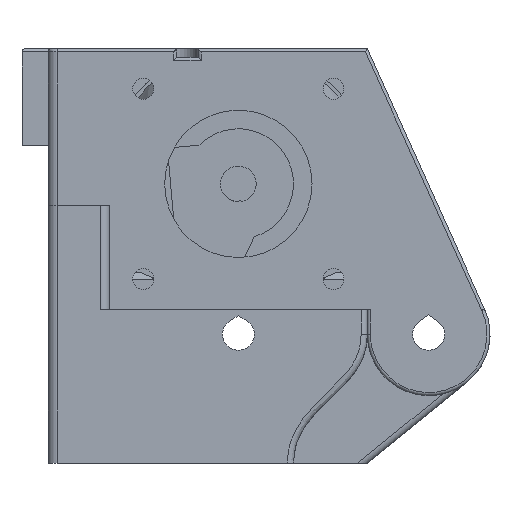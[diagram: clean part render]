
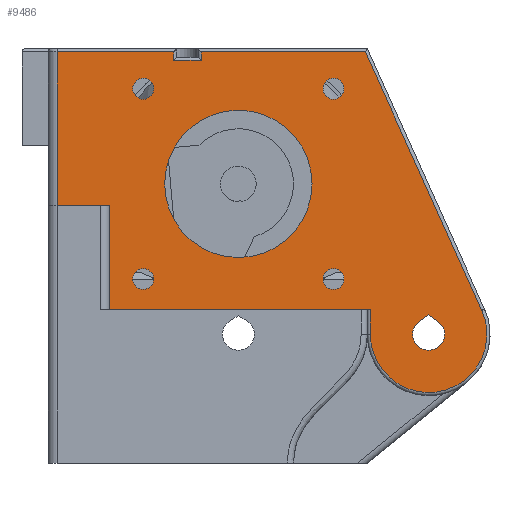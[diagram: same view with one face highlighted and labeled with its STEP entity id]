
A CAD part, left-side view. The second image highlights one B-rep face of the part: STEP entity #9486.
In plain terms, the highlighted planar face has unit normal (-1, 0, 0).
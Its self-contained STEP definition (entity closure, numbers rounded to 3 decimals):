
#140=FACE_BOUND('',#1474,.T.);
#141=FACE_BOUND('',#1475,.T.);
#142=FACE_BOUND('',#1476,.T.);
#143=FACE_BOUND('',#1477,.T.);
#144=FACE_BOUND('',#1478,.T.);
#145=FACE_BOUND('',#1479,.T.);
#361=PLANE('',#10340);
#879=FACE_OUTER_BOUND('',#1473,.T.);
#1473=EDGE_LOOP('',(#8207,#8208,#8209,#8210,#8211,#8212,#8213,#8214,#8215,
#8216,#8217,#8218));
#1474=EDGE_LOOP('',(#8219));
#1475=EDGE_LOOP('',(#8220));
#1476=EDGE_LOOP('',(#8221));
#1477=EDGE_LOOP('',(#8222));
#1478=EDGE_LOOP('',(#8223));
#1479=EDGE_LOOP('',(#8224,#8225,#8226));
#2073=CIRCLE('',#10197,9.5);
#2116=CIRCLE('',#10341,1.7);
#2117=CIRCLE('',#10342,1.7);
#2118=CIRCLE('',#10343,1.7);
#2119=CIRCLE('',#10344,12.);
#2120=CIRCLE('',#10345,1.7);
#2121=CIRCLE('',#10346,2.6);
#2512=LINE('',#21087,#3283);
#2667=LINE('',#21588,#3438);
#2668=LINE('',#21592,#3439);
#2670=LINE('',#21599,#3441);
#2672=LINE('',#21606,#3443);
#2673=LINE('',#21610,#3444);
#2676=LINE('',#21625,#3447);
#2677=LINE('',#21627,#3448);
#2862=LINE('',#22140,#3633);
#2864=LINE('',#22144,#3635);
#2866=LINE('',#22147,#3637);
#2867=LINE('',#22160,#3638);
#2868=LINE('',#22163,#3639);
#3283=VECTOR('',#11630,10.);
#3438=VECTOR('',#12087,10.);
#3439=VECTOR('',#12092,10.);
#3441=VECTOR('',#12098,10.);
#3443=VECTOR('',#12106,10.);
#3444=VECTOR('',#12111,10.);
#3447=VECTOR('',#12128,10.);
#3448=VECTOR('',#12131,10.);
#3633=VECTOR('',#12592,10.);
#3635=VECTOR('',#12596,10.);
#3637=VECTOR('',#12600,10.);
#3638=VECTOR('',#12611,10.);
#3639=VECTOR('',#12614,10.);
#4188=VERTEX_POINT('',#21078);
#4191=VERTEX_POINT('',#21085);
#4370=VERTEX_POINT('',#21587);
#4371=VERTEX_POINT('',#21591);
#4373=VERTEX_POINT('',#21597);
#4374=VERTEX_POINT('',#21598);
#4376=VERTEX_POINT('',#21605);
#4377=VERTEX_POINT('',#21609);
#4379=VERTEX_POINT('',#21615);
#4381=VERTEX_POINT('',#21621);
#4508=VERTEX_POINT('',#22139);
#4509=VERTEX_POINT('',#22143);
#4510=VERTEX_POINT('',#22148);
#4511=VERTEX_POINT('',#22150);
#4512=VERTEX_POINT('',#22152);
#4513=VERTEX_POINT('',#22154);
#4514=VERTEX_POINT('',#22156);
#4515=VERTEX_POINT('',#22158);
#4516=VERTEX_POINT('',#22159);
#4517=VERTEX_POINT('',#22161);
#5303=EDGE_CURVE('',#4191,#4188,#2512,.T.);
#5548=EDGE_CURVE('',#4188,#4370,#2667,.T.);
#5550=EDGE_CURVE('',#4370,#4371,#2668,.T.);
#5553=EDGE_CURVE('',#4373,#4374,#2670,.T.);
#5557=EDGE_CURVE('',#4374,#4376,#2672,.T.);
#5559=EDGE_CURVE('',#4376,#4377,#2673,.T.);
#5564=EDGE_CURVE('',#4377,#4379,#2073,.T.);
#5567=EDGE_CURVE('',#4379,#4381,#2676,.T.);
#5568=EDGE_CURVE('',#4371,#4373,#2677,.T.);
#5794=EDGE_CURVE('',#4508,#4381,#2862,.T.);
#5796=EDGE_CURVE('',#4509,#4508,#2864,.T.);
#5798=EDGE_CURVE('',#4191,#4509,#2866,.T.);
#5799=EDGE_CURVE('',#4510,#4510,#2116,.T.);
#5800=EDGE_CURVE('',#4511,#4511,#2117,.T.);
#5801=EDGE_CURVE('',#4512,#4512,#2118,.T.);
#5802=EDGE_CURVE('',#4513,#4513,#2119,.T.);
#5803=EDGE_CURVE('',#4514,#4514,#2120,.T.);
#5804=EDGE_CURVE('',#4515,#4516,#2867,.T.);
#5805=EDGE_CURVE('',#4516,#4517,#2121,.T.);
#5806=EDGE_CURVE('',#4517,#4515,#2868,.T.);
#8207=ORIENTED_EDGE('',*,*,#5303,.F.);
#8208=ORIENTED_EDGE('',*,*,#5798,.T.);
#8209=ORIENTED_EDGE('',*,*,#5796,.T.);
#8210=ORIENTED_EDGE('',*,*,#5794,.T.);
#8211=ORIENTED_EDGE('',*,*,#5567,.F.);
#8212=ORIENTED_EDGE('',*,*,#5564,.F.);
#8213=ORIENTED_EDGE('',*,*,#5559,.F.);
#8214=ORIENTED_EDGE('',*,*,#5557,.F.);
#8215=ORIENTED_EDGE('',*,*,#5553,.F.);
#8216=ORIENTED_EDGE('',*,*,#5568,.F.);
#8217=ORIENTED_EDGE('',*,*,#5550,.F.);
#8218=ORIENTED_EDGE('',*,*,#5548,.F.);
#8219=ORIENTED_EDGE('',*,*,#5799,.T.);
#8220=ORIENTED_EDGE('',*,*,#5800,.T.);
#8221=ORIENTED_EDGE('',*,*,#5801,.T.);
#8222=ORIENTED_EDGE('',*,*,#5802,.T.);
#8223=ORIENTED_EDGE('',*,*,#5803,.T.);
#8224=ORIENTED_EDGE('',*,*,#5804,.T.);
#8225=ORIENTED_EDGE('',*,*,#5805,.T.);
#8226=ORIENTED_EDGE('',*,*,#5806,.T.);
#9486=ADVANCED_FACE('',(#879,#140,#141,#142,#143,#144,#145),#361,.T.);
#10197=AXIS2_PLACEMENT_3D('',#21619,#12121,#12122);
#10340=AXIS2_PLACEMENT_3D('',#22146,#12598,#12599);
#10341=AXIS2_PLACEMENT_3D('',#22149,#12601,#12602);
#10342=AXIS2_PLACEMENT_3D('',#22151,#12603,#12604);
#10343=AXIS2_PLACEMENT_3D('',#22153,#12605,#12606);
#10344=AXIS2_PLACEMENT_3D('',#22155,#12607,#12608);
#10345=AXIS2_PLACEMENT_3D('',#22157,#12609,#12610);
#10346=AXIS2_PLACEMENT_3D('',#22162,#12612,#12613);
#11630=DIRECTION('',(0.,0.,1.));
#12087=DIRECTION('',(0.,-1.,0.));
#12092=DIRECTION('',(0.,0.,-1.));
#12098=DIRECTION('',(0.,0.,1.));
#12106=DIRECTION('',(0.,-1.,0.));
#12111=DIRECTION('',(0.,-0.411,-0.912));
#12121=DIRECTION('center_axis',(1.,0.,0.));
#12122=DIRECTION('ref_axis',(0.,-0.21,-0.978));
#12128=DIRECTION('',(0.,0.,1.));
#12131=DIRECTION('',(0.,-1.,0.));
#12592=DIRECTION('',(0.,-1.,0.));
#12596=DIRECTION('',(0.,0.,-1.));
#12598=DIRECTION('center_axis',(-1.,0.,0.));
#12599=DIRECTION('ref_axis',(0.,-1.,0.));
#12600=DIRECTION('',(0.,-1.,0.));
#12601=DIRECTION('center_axis',(1.,0.,0.));
#12602=DIRECTION('ref_axis',(0.,-1.,0.));
#12603=DIRECTION('center_axis',(1.,0.,0.));
#12604=DIRECTION('ref_axis',(0.,-1.,0.));
#12605=DIRECTION('center_axis',(1.,0.,0.));
#12606=DIRECTION('ref_axis',(0.,-1.,0.));
#12607=DIRECTION('center_axis',(1.,0.,0.));
#12608=DIRECTION('ref_axis',(0.,-1.,0.));
#12609=DIRECTION('center_axis',(1.,0.,0.));
#12610=DIRECTION('ref_axis',(0.,-1.,0.));
#12611=DIRECTION('',(0.,-0.817,-0.577));
#12612=DIRECTION('center_axis',(1.,0.,0.));
#12613=DIRECTION('ref_axis',(0.,-1.,0.));
#12614=DIRECTION('',(0.,-0.817,0.577));
#21078=CARTESIAN_POINT('',(-123.,29.5,46.));
#21085=CARTESIAN_POINT('',(-123.,29.5,21.));
#21087=CARTESIAN_POINT('',(-123.,29.5,35.5));
#21587=CARTESIAN_POINT('',(-123.,10.548,46.));
#21588=CARTESIAN_POINT('',(-123.,10.5,46.));
#21591=CARTESIAN_POINT('',(-123.,10.548,44.6));
#21592=CARTESIAN_POINT('',(-123.,10.548,35.5));
#21597=CARTESIAN_POINT('',(-123.,6.048,44.6));
#21598=CARTESIAN_POINT('',(-123.,6.048,46.));
#21599=CARTESIAN_POINT('',(-123.,6.048,35.5));
#21605=CARTESIAN_POINT('',(-123.,-20.677,46.));
#21606=CARTESIAN_POINT('',(-123.,10.5,46.));
#21609=CARTESIAN_POINT('',(-123.,-39.66,3.905));
#21610=CARTESIAN_POINT('',(-123.,-22.892,41.088));
#21615=CARTESIAN_POINT('',(-123.,-21.5,0.));
#21619=CARTESIAN_POINT('Origin',(-123.,-31.,0.));
#21621=CARTESIAN_POINT('',(-123.,-21.5,4.));
#21625=CARTESIAN_POINT('',(-123.,-21.5,12.25));
#21627=CARTESIAN_POINT('',(-123.,5.149,44.6));
#22139=CARTESIAN_POINT('',(-123.,21.,4.));
#22140=CARTESIAN_POINT('',(-123.,-10.5,4.));
#22143=CARTESIAN_POINT('',(-123.,21.,21.));
#22144=CARTESIAN_POINT('',(-123.,21.,44.75));
#22146=CARTESIAN_POINT('Origin',(-123.,0.,24.5));
#22147=CARTESIAN_POINT('',(-123.,13.,21.));
#22148=CARTESIAN_POINT('',(-123.,17.2,40.));
#22149=CARTESIAN_POINT('Origin',(-123.,15.5,40.));
#22150=CARTESIAN_POINT('',(-123.,-13.8,40.));
#22151=CARTESIAN_POINT('Origin',(-123.,-15.5,40.));
#22152=CARTESIAN_POINT('',(-123.,-13.8,9.));
#22153=CARTESIAN_POINT('Origin',(-123.,-15.5,9.));
#22154=CARTESIAN_POINT('',(-123.,12.,24.5));
#22155=CARTESIAN_POINT('Origin',(-123.,0.,24.5));
#22156=CARTESIAN_POINT('',(-123.,17.2,9.));
#22157=CARTESIAN_POINT('Origin',(-123.,15.5,9.));
#22158=CARTESIAN_POINT('',(-123.,-31.,3.182));
#22159=CARTESIAN_POINT('',(-123.,-32.499,2.124));
#22160=CARTESIAN_POINT('',(-123.,-15.631,14.026));
#22161=CARTESIAN_POINT('',(-123.,-29.501,2.124));
#22162=CARTESIAN_POINT('Origin',(-123.,-31.,0.));
#22163=CARTESIAN_POINT('',(-123.,-24.924,-1.105));
